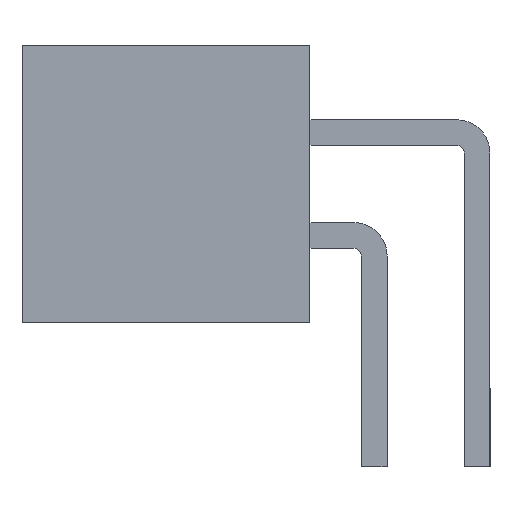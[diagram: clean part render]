
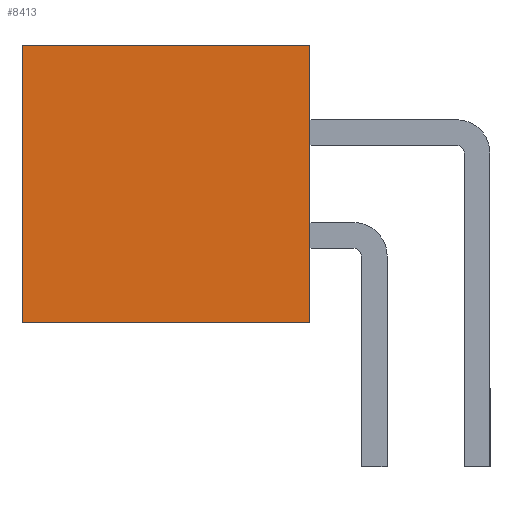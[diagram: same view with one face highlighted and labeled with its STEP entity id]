
A CAD part, left-side view. The second image highlights one B-rep face of the part: STEP entity #8413.
In plain terms, the highlighted planar face has unit normal (-1, 0, 0).
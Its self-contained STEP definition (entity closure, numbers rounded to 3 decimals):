
#8026=CARTESIAN_POINT('',(-10.65,7.85,0.));
#8027=VERTEX_POINT('',#8026);
#8034=CARTESIAN_POINT('',(-10.65,7.85,5.4));
#8035=VERTEX_POINT('',#8034);
#8036=CARTESIAN_POINT('',(-10.65,7.85,5.4));
#8037=DIRECTION('',(0.0,0.0,-1.0));
#8038=VECTOR('',#8037,5.4);
#8039=LINE('',#8036,#8038);
#8040=EDGE_CURVE('',#8035,#8027,#8039,.T.);
#8289=CARTESIAN_POINT('',(-10.65,2.25,5.4));
#8290=VERTEX_POINT('',#8289);
#8291=CARTESIAN_POINT('',(-10.65,7.85,5.4));
#8292=DIRECTION('',(0.0,-1.0,0.0));
#8293=VECTOR('',#8292,5.6);
#8294=LINE('',#8291,#8293);
#8295=EDGE_CURVE('',#8035,#8290,#8294,.T.);
#8390=CARTESIAN_POINT('',(-10.65,7.85,0.));
#8391=DIRECTION('',(-1.0,0.0,0.0));
#8392=DIRECTION('',(0.0,1.0,0.0));
#8393=AXIS2_PLACEMENT_3D('',#8390,#8391,#8392);
#8394=PLANE('',#8393);
#8395=CARTESIAN_POINT('',(-10.65,2.25,0.));
#8396=VERTEX_POINT('',#8395);
#8397=CARTESIAN_POINT('',(-10.65,2.25,0.));
#8398=DIRECTION('',(0.0,0.0,1.0));
#8399=VECTOR('',#8398,5.4);
#8400=LINE('',#8397,#8399);
#8401=EDGE_CURVE('',#8396,#8290,#8400,.T.);
#8402=ORIENTED_EDGE('',*,*,#8401,.T.);
#8403=ORIENTED_EDGE('',*,*,#8295,.F.);
#8404=ORIENTED_EDGE('',*,*,#8040,.T.);
#8405=CARTESIAN_POINT('',(-10.65,7.85,0.));
#8406=DIRECTION('',(0.0,-1.0,0.0));
#8407=VECTOR('',#8406,5.6);
#8408=LINE('',#8405,#8407);
#8409=EDGE_CURVE('',#8027,#8396,#8408,.T.);
#8410=ORIENTED_EDGE('',*,*,#8409,.T.);
#8411=EDGE_LOOP('',(#8402,#8403,#8404,#8410));
#8412=FACE_OUTER_BOUND('',#8411,.T.);
#8413=ADVANCED_FACE('',(#8412),#8394,.T.);
